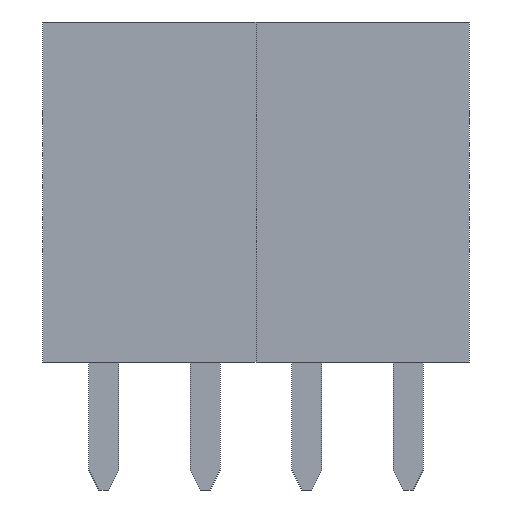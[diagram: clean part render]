
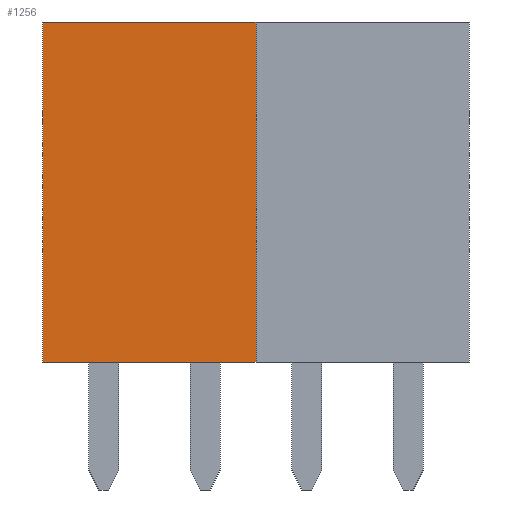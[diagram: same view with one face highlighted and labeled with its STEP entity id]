
A CAD part, front view. The second image highlights one B-rep face of the part: STEP entity #1256.
In plain terms, the highlighted planar face has unit normal (0, -1, 0).
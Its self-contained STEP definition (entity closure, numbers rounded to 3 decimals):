
#41 = VERTEX_POINT('',#42);
#42 = CARTESIAN_POINT('',(-5.33,-2.54,11.7));
#50 = EDGE_CURVE('',#51,#41,#53,.T.);
#51 = VERTEX_POINT('',#52);
#52 = CARTESIAN_POINT('',(-5.33,-2.54,3.2));
#53 = LINE('',#54,#55);
#54 = CARTESIAN_POINT('',(-5.33,-2.54,3.2));
#55 = VECTOR('',#56,1.);
#56 = DIRECTION('',(0.,0.,1.));
#113 = EDGE_CURVE('',#41,#114,#116,.T.);
#114 = VERTEX_POINT('',#115);
#115 = CARTESIAN_POINT('',(0.,-2.54,11.7));
#116 = LINE('',#117,#118);
#117 = CARTESIAN_POINT('',(-5.33,-2.54,11.7));
#118 = VECTOR('',#119,1.);
#119 = DIRECTION('',(1.,0.,0.));
#280 = EDGE_CURVE('',#281,#114,#283,.T.);
#281 = VERTEX_POINT('',#282);
#282 = CARTESIAN_POINT('',(0.,-2.54,3.2));
#283 = LINE('',#284,#285);
#284 = CARTESIAN_POINT('',(0.,-2.54,3.2));
#285 = VECTOR('',#286,1.);
#286 = DIRECTION('',(0.,0.,1.));
#1200 = EDGE_CURVE('',#51,#281,#1201,.T.);
#1201 = LINE('',#1202,#1203);
#1202 = CARTESIAN_POINT('',(-2.54,-2.54,3.2));
#1203 = VECTOR('',#1204,1.);
#1204 = DIRECTION('',(1.,0.,0.));
#1256 = ADVANCED_FACE('',(#1257),#1263,.F.);
#1257 = FACE_BOUND('',#1258,.T.);
#1258 = EDGE_LOOP('',(#1259,#1260,#1261,#1262));
#1259 = ORIENTED_EDGE('',*,*,#1200,.T.);
#1260 = ORIENTED_EDGE('',*,*,#280,.T.);
#1261 = ORIENTED_EDGE('',*,*,#113,.F.);
#1262 = ORIENTED_EDGE('',*,*,#50,.F.);
#1263 = PLANE('',#1264);
#1264 = AXIS2_PLACEMENT_3D('',#1265,#1266,#1267);
#1265 = CARTESIAN_POINT('',(-5.33,-2.54,3.2));
#1266 = DIRECTION('',(0.,1.,0.));
#1267 = DIRECTION('',(0.,0.,1.));
